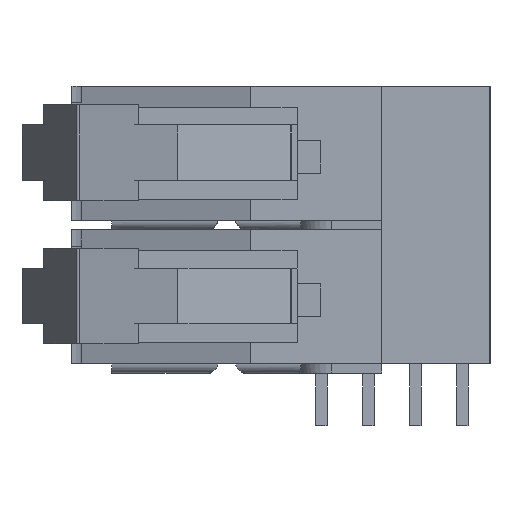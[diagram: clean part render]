
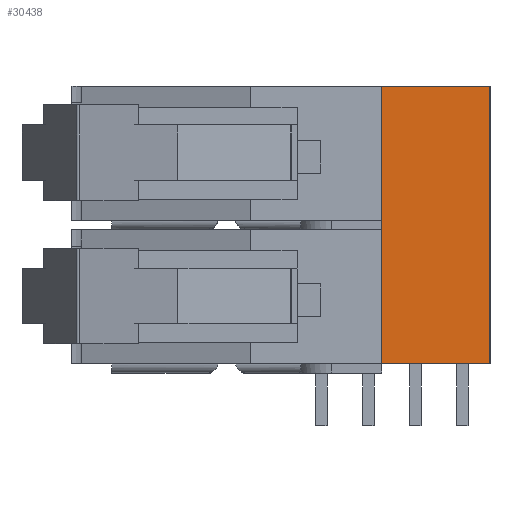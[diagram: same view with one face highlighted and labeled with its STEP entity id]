
A CAD part, left-side view. The second image highlights one B-rep face of the part: STEP entity #30438.
In plain terms, the highlighted planar face has unit normal (-1, 0, 0).
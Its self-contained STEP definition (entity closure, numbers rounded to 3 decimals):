
#660=FACE_OUTER_BOUND($,#2638,.T.);
#2638=EDGE_LOOP($,(#20044,#20045,#20046,#20047));
#4696=LINE($,#43571,#8780);
#4697=LINE($,#43573,#8781);
#4698=LINE($,#43575,#8782);
#4699=LINE($,#43576,#8783);
#8780=VECTOR($,#35177,14.986);
#8781=VECTOR($,#35178,5.842);
#8782=VECTOR($,#35179,14.986);
#8783=VECTOR($,#35180,5.842);
#12848=VERTEX_POINT($,#43569);
#12849=VERTEX_POINT($,#43570);
#12850=VERTEX_POINT($,#43572);
#12851=VERTEX_POINT($,#43574);
#15712=EDGE_CURVE($,#12848,#12849,#4696,.T.);
#15713=EDGE_CURVE($,#12848,#12850,#4697,.F.);
#15714=EDGE_CURVE($,#12850,#12851,#4698,.T.);
#15715=EDGE_CURVE($,#12851,#12849,#4699,.T.);
#20044=ORIENTED_EDGE($,*,*,#15712,.F.);
#20045=ORIENTED_EDGE($,*,*,#15713,.T.);
#20046=ORIENTED_EDGE($,*,*,#15714,.T.);
#20047=ORIENTED_EDGE($,*,*,#15715,.T.);
#28556=PLANE($,#32951);
#30438=ADVANCED_FACE($,(#660),#28556,.T.);
#32951=AXIS2_PLACEMENT_3D($,#43568,#35175,#35176);
#35175=DIRECTION('center_axis',(-1.,0.,0.));
#35176=DIRECTION('ref_axis',(0.,0.,-1.));
#35177=DIRECTION($,(0.,0.,-1.));
#35178=DIRECTION($,(0.,-1.,0.));
#35179=DIRECTION($,(0.,0.,-1.));
#35180=DIRECTION($,(0.,-1.,0.));
#43568=CARTESIAN_POINT('Origin',(-50.34,-2.388,7.493));
#43569=CARTESIAN_POINT('',(-50.34,-5.309,15.494));
#43570=CARTESIAN_POINT('',(-50.34,-5.309,0.508));
#43571=CARTESIAN_POINT($,(-50.34,-5.309,7.239));
#43572=CARTESIAN_POINT('',(-50.34,0.533,15.494));
#43573=CARTESIAN_POINT($,(-50.34,-2.388,15.494));
#43574=CARTESIAN_POINT('',(-50.34,0.533,0.508));
#43575=CARTESIAN_POINT($,(-50.34,0.533,7.493));
#43576=CARTESIAN_POINT($,(-50.34,-2.388,0.508));
